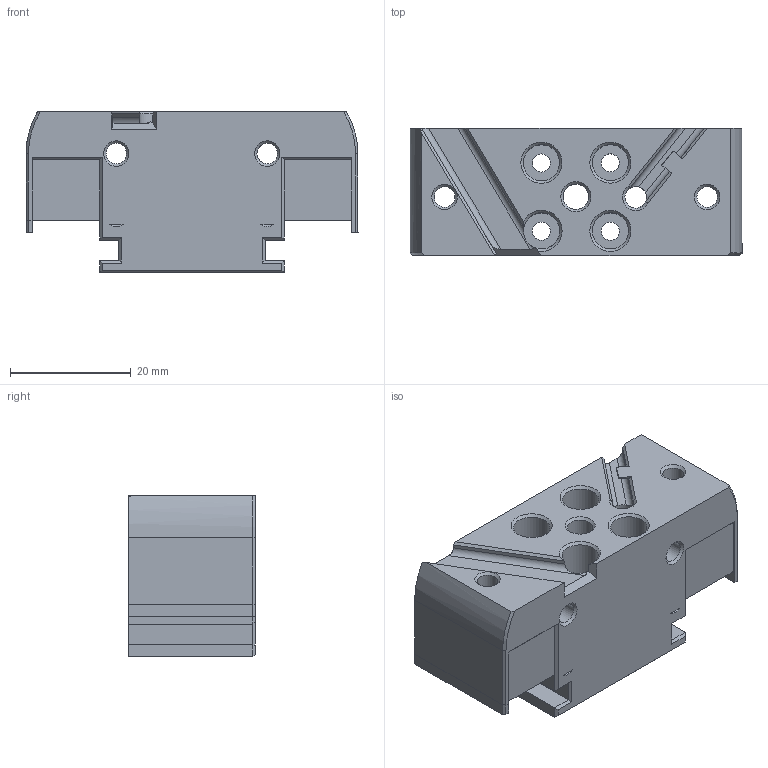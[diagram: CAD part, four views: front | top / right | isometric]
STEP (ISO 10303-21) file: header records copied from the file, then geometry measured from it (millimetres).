
FILE_DESCRIPTION(/* description */ (''),/* implementation_level */ '2;1');
FILE_NAME(/* name */ 'Dragon_Mount.step',/* time_stamp */ '2026-01-01T11:05:21-05:00',/* author */ (''),/* organization */ (''),/* preprocessor_version */ 'ST-DEVELOPER v20.1',/* originating_system */ 'Autodesk Translation Framework v14.21.0.0',/* authorisation */ '');
FILE_SCHEMA (('AUTOMOTIVE_DESIGN { 1 0 10303 214 3 1 1 }'));
Length unit declared in the file: millimetre
Products named in the file (3): Dragon_Burner_v0.2_v8; Hotend_Mounts; Dragon_Mount
Assembly tree (2 placements, depth 3):
  Dragon_Burner_v0.2_v8
    Hotend_Mounts
      Dragon_Mount
Bounding box: 55 x 21 x 26.66 mm (x, y, z)
Volume: 20915.1 mm3; surface area: 9639.9 mm2
Topology: 2 solids, 2 shells, 142 faces, 376 edges, 242 vertices
Faces by surface type: plane 98, cylinder 28, cone 16
Full cylindrical faces by diameter (mm): 3 x4, 3.4 x2, 3.417 x2, 3.6 x1, 4.2 x1, 4.7 x2, 6 x4
Entity records: 4576 total; most frequent: CARTESIAN_POINT 864, DIRECTION 754, ORIENTED_EDGE 752, EDGE_CURVE 376, LINE 264, VECTOR 264, AXIS2_PLACEMENT_3D 245, VERTEX_POINT 242
